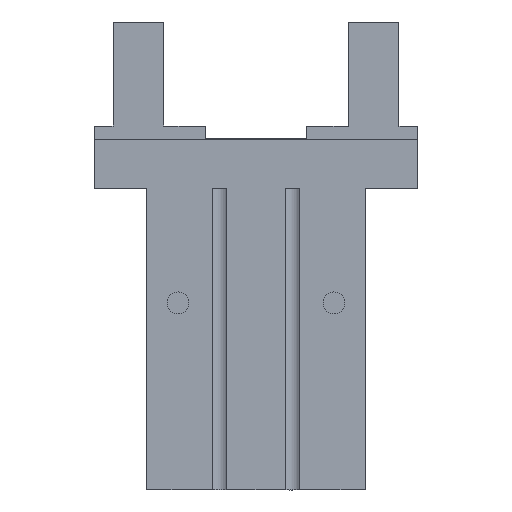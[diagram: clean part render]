
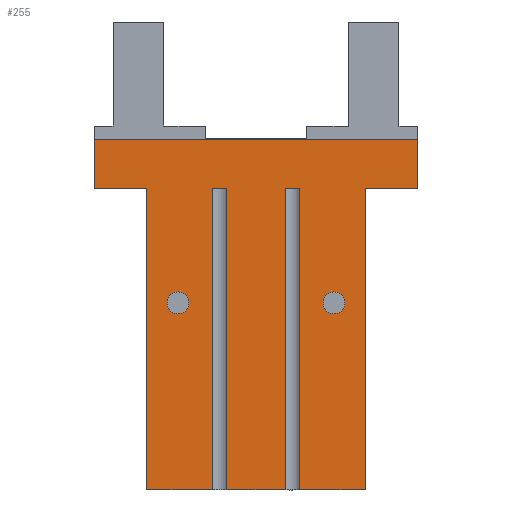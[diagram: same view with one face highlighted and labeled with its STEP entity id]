
A CAD part, left-side view. The second image highlights one B-rep face of the part: STEP entity #255.
In plain terms, the highlighted face is planar.
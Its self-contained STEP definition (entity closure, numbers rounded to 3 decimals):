
#255=ADVANCED_FACE('',(#528,#529,#530),#531,.F.);
#528=FACE_OUTER_BOUND('',#818,.T.);
#529=FACE_BOUND('',#819,.T.);
#530=FACE_BOUND('',#820,.T.);
#531=PLANE('',#821);
#818=EDGE_LOOP('',(#1316,#1317,#1318,#1319,#1320,#1321,#1322,#1323,#1324,#1325,#1326,#1327,#1328,#1329,#1330,#1331));
#819=EDGE_LOOP('',(#1332));
#820=EDGE_LOOP('',(#1333));
#821=AXIS2_PLACEMENT_3D('',#1334,#1335,#1336);
#1316=ORIENTED_EDGE('',*,*,#1746,.F.);
#1317=ORIENTED_EDGE('',*,*,#1749,.T.);
#1318=ORIENTED_EDGE('',*,*,#1675,.F.);
#1319=ORIENTED_EDGE('',*,*,#1816,.F.);
#1320=ORIENTED_EDGE('',*,*,#1817,.F.);
#1321=ORIENTED_EDGE('',*,*,#1818,.F.);
#1322=ORIENTED_EDGE('',*,*,#1819,.F.);
#1323=ORIENTED_EDGE('',*,*,#1820,.F.);
#1324=ORIENTED_EDGE('',*,*,#1821,.F.);
#1325=ORIENTED_EDGE('',*,*,#1822,.F.);
#1326=ORIENTED_EDGE('',*,*,#1683,.F.);
#1327=ORIENTED_EDGE('',*,*,#1729,.F.);
#1328=ORIENTED_EDGE('',*,*,#1823,.F.);
#1329=ORIENTED_EDGE('',*,*,#1824,.T.);
#1330=ORIENTED_EDGE('',*,*,#1679,.F.);
#1331=ORIENTED_EDGE('',*,*,#1825,.F.);
#1332=ORIENTED_EDGE('',*,*,#1764,.F.);
#1333=ORIENTED_EDGE('',*,*,#1767,.F.);
#1334=CARTESIAN_POINT('',(0.,21.0,-13.8));
#1335=DIRECTION('',(0.0,0.0,1.0));
#1336=DIRECTION('',(1.0,0.0,0.0));
#1675=EDGE_CURVE('',#1961,#1962,#1963,.T.);
#1679=EDGE_CURVE('',#1968,#1970,#1971,.T.);
#1683=EDGE_CURVE('',#1976,#1978,#1979,.T.);
#1729=EDGE_CURVE('',#2060,#1976,#2061,.T.);
#1746=EDGE_CURVE('',#2086,#2081,#2088,.T.);
#1749=EDGE_CURVE('',#2086,#1962,#2091,.T.);
#1764=EDGE_CURVE('',#2112,#2112,#2113,.F.);
#1767=EDGE_CURVE('',#2117,#2117,#2118,.F.);
#1816=EDGE_CURVE('',#2194,#1961,#2195,.T.);
#1817=EDGE_CURVE('',#2196,#2194,#2197,.T.);
#1818=EDGE_CURVE('',#2198,#2196,#2199,.T.);
#1819=EDGE_CURVE('',#2200,#2198,#2201,.T.);
#1820=EDGE_CURVE('',#2202,#2200,#2203,.T.);
#1821=EDGE_CURVE('',#2204,#2202,#2205,.T.);
#1822=EDGE_CURVE('',#1978,#2204,#2206,.T.);
#1823=EDGE_CURVE('',#2207,#2060,#2208,.T.);
#1824=EDGE_CURVE('',#2207,#1970,#2209,.T.);
#1825=EDGE_CURVE('',#2081,#1968,#2210,.T.);
#1961=VERTEX_POINT('',#2383);
#1962=VERTEX_POINT('',#2384);
#1963=LINE('',#2385,#2386);
#1968=VERTEX_POINT('',#2392);
#1970=VERTEX_POINT('',#2395);
#1971=LINE('',#2396,#2397);
#1976=VERTEX_POINT('',#2403);
#1978=VERTEX_POINT('',#2406);
#1979=LINE('',#2407,#2408);
#2060=VERTEX_POINT('',#2521);
#2061=LINE('',#2522,#2523);
#2081=VERTEX_POINT('',#2545);
#2086=VERTEX_POINT('',#2551);
#2088=LINE('',#2554,#2555);
#2091=LINE('',#2559,#2560);
#2112=VERTEX_POINT('',#2587);
#2113=CIRCLE('',#2588,2.1);
#2117=VERTEX_POINT('',#2592);
#2118=CIRCLE('',#2593,2.1);
#2194=VERTEX_POINT('',#2695);
#2195=LINE('',#2696,#2697);
#2196=VERTEX_POINT('',#2698);
#2197=LINE('',#2699,#2700);
#2198=VERTEX_POINT('',#2701);
#2199=LINE('',#2702,#2703);
#2200=VERTEX_POINT('',#2704);
#2201=LINE('',#2705,#2706);
#2202=VERTEX_POINT('',#2707);
#2203=LINE('',#2708,#2709);
#2204=VERTEX_POINT('',#2710);
#2205=LINE('',#2711,#2712);
#2206=LINE('',#2713,#2714);
#2207=VERTEX_POINT('',#2715);
#2208=LINE('',#2716,#2717);
#2209=LINE('',#2718,#2719);
#2210=LINE('',#2720,#2721);
#2383=CARTESIAN_POINT('',(58.0,-21.0,-13.8));
#2384=CARTESIAN_POINT('',(58.0,-8.4,-13.8));
#2385=CARTESIAN_POINT('',(58.0,-21.0,-13.8));
#2386=VECTOR('',#2880,1.0);
#2392=CARTESIAN_POINT('',(58.0,-5.6,-13.8));
#2395=CARTESIAN_POINT('',(58.0,5.6,-13.8));
#2396=CARTESIAN_POINT('',(58.0,-21.0,-13.8));
#2397=VECTOR('',#2886,1.0);
#2403=CARTESIAN_POINT('',(58.0,8.4,-13.8));
#2406=CARTESIAN_POINT('',(58.0,21.0,-13.8));
#2407=CARTESIAN_POINT('',(58.0,-21.0,-13.8));
#2408=VECTOR('',#2892,1.0);
#2521=CARTESIAN_POINT('',(0.,8.4,-13.8));
#2522=CARTESIAN_POINT('',(-5.728,8.4,-13.8));
#2523=VECTOR('',#2949,1.0);
#2545=CARTESIAN_POINT('',(0.,-5.6,-13.8));
#2551=CARTESIAN_POINT('',(0.0,-8.4,-13.8));
#2554=CARTESIAN_POINT('',(0.0,-8.4,-13.8));
#2555=VECTOR('',#2972,1.0);
#2559=CARTESIAN_POINT('',(-5.728,-8.4,-13.8));
#2560=VECTOR('',#2974,1.0);
#2587=CARTESIAN_POINT('',(24.1,-15.0,-13.8));
#2588=AXIS2_PLACEMENT_3D('',#2987,#2988,#2989);
#2592=CARTESIAN_POINT('',(24.1,15.0,-13.8));
#2593=AXIS2_PLACEMENT_3D('',#2993,#2994,#2995);
#2695=CARTESIAN_POINT('',(0.,-21.0,-13.8));
#2696=CARTESIAN_POINT('',(0.,-21.0,-13.8));
#2697=VECTOR('',#3046,1.0);
#2698=CARTESIAN_POINT('',(0.,-31.0,-13.8));
#2699=CARTESIAN_POINT('',(0.,-31.0,-13.8));
#2700=VECTOR('',#3047,1.0);
#2701=CARTESIAN_POINT('',(-9.5,-31.0,-13.8));
#2702=CARTESIAN_POINT('',(-9.5,-31.0,-13.8));
#2703=VECTOR('',#3048,1.0);
#2704=CARTESIAN_POINT('',(-9.5,31.0,-13.8));
#2705=CARTESIAN_POINT('',(-9.5,31.0,-13.8));
#2706=VECTOR('',#3049,1.0);
#2707=CARTESIAN_POINT('',(0.0,31.0,-13.8));
#2708=CARTESIAN_POINT('',(0.0,31.0,-13.8));
#2709=VECTOR('',#3050,1.0);
#2710=CARTESIAN_POINT('',(0.0,21.0,-13.8));
#2711=CARTESIAN_POINT('',(0.0,21.0,-13.8));
#2712=VECTOR('',#3051,1.0);
#2713=CARTESIAN_POINT('',(58.0,21.0,-13.8));
#2714=VECTOR('',#3052,1.0);
#2715=CARTESIAN_POINT('',(0.0,5.6,-13.8));
#2716=CARTESIAN_POINT('',(0.0,8.4,-13.8));
#2717=VECTOR('',#3053,1.0);
#2718=CARTESIAN_POINT('',(-5.728,5.6,-13.8));
#2719=VECTOR('',#3054,1.0);
#2720=CARTESIAN_POINT('',(-5.728,-5.6,-13.8));
#2721=VECTOR('',#3055,1.0);
#2880=DIRECTION('',(0.,1.0,0.0));
#2886=DIRECTION('',(0.,1.0,0.0));
#2892=DIRECTION('',(0.,1.0,0.0));
#2949=DIRECTION('',(1.0,0.,0.0));
#2972=DIRECTION('',(0.0,1.0,0.));
#2974=DIRECTION('',(1.0,0.,0.0));
#2987=CARTESIAN_POINT('',(22.0,-15.0,-13.8));
#2988=DIRECTION('',(0.0,0.0,1.0));
#2989=DIRECTION('',(1.0,0.0,0.0));
#2993=CARTESIAN_POINT('',(22.0,15.0,-13.8));
#2994=DIRECTION('',(0.0,0.0,1.0));
#2995=DIRECTION('',(1.0,0.0,0.0));
#3046=DIRECTION('',(1.0,0.,0.0));
#3047=DIRECTION('',(0.,1.0,0.0));
#3048=DIRECTION('',(1.0,0.,0.0));
#3049=DIRECTION('',(0.,-1.0,0.0));
#3050=DIRECTION('',(-1.0,0.,0.0));
#3051=DIRECTION('',(0.0,1.0,0.0));
#3052=DIRECTION('',(-1.0,0.,0.0));
#3053=DIRECTION('',(0.0,1.0,0.));
#3054=DIRECTION('',(1.0,0.,0.0));
#3055=DIRECTION('',(1.0,0.,0.0));
